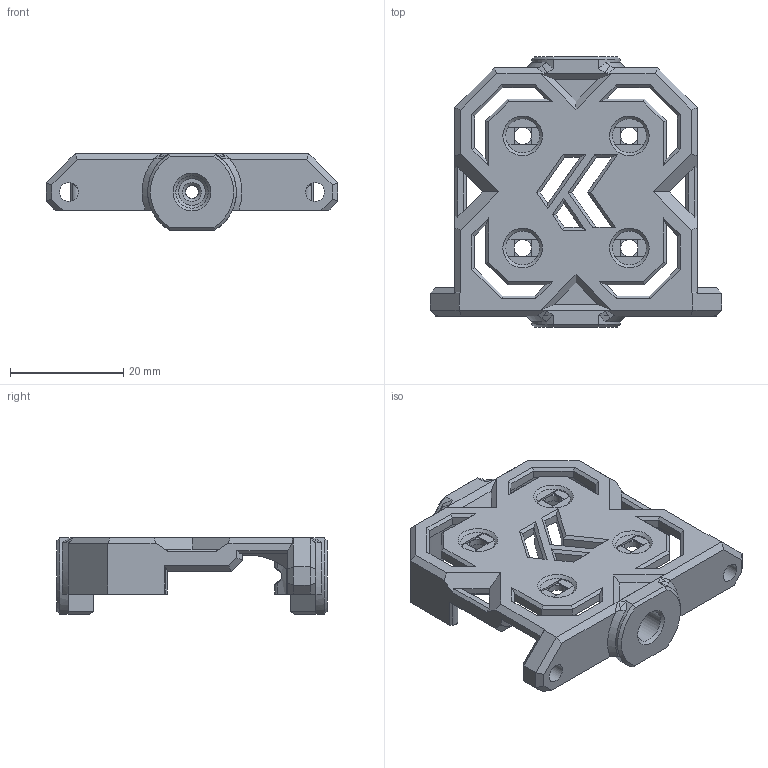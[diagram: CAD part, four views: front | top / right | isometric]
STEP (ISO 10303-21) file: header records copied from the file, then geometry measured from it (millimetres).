
FILE_DESCRIPTION(/* description */ (''),/* implementation_level */ '2;1');
FILE_NAME(/* name */ 'TopCover_Cut M6x2 Plug.step',/* time_stamp */ '2024-05-02T19:25:29+12:00',/* author */ (''),/* organization */ (''),/* preprocessor_version */ 'ST-DEVELOPER v20',/* originating_system */ 'Autodesk Translation Framework v12.20.1.177',/* authorisation */ '');
FILE_SCHEMA (('AUTOMOTIVE_DESIGN { 1 0 10303 214 3 1 1 }'));
Length unit declared in the file: millimetre
Products named in the file (1): TopCover_Cut M6 Plug
Bounding box: 51.5 x 47.83 x 13.5 mm (x, y, z)
Volume: 6612.9 mm3; surface area: 6842.6 mm2
Topology: 1 solids, 1 shells, 406 faces, 1088 edges, 680 vertices
Faces by surface type: plane 274, bspline 56, cylinder 44, cone 32
Full cylindrical faces by diameter (mm): 2.3 x2, 3 x4, 3.3 x2, 5.7 x2
Entity records: 13886 total; most frequent: CARTESIAN_POINT 4109, ORIENTED_EDGE 2176, DIRECTION 1768, EDGE_CURVE 1088, LINE 770, VECTOR 770, VERTEX_POINT 680, AXIS2_PLACEMENT_3D 499
